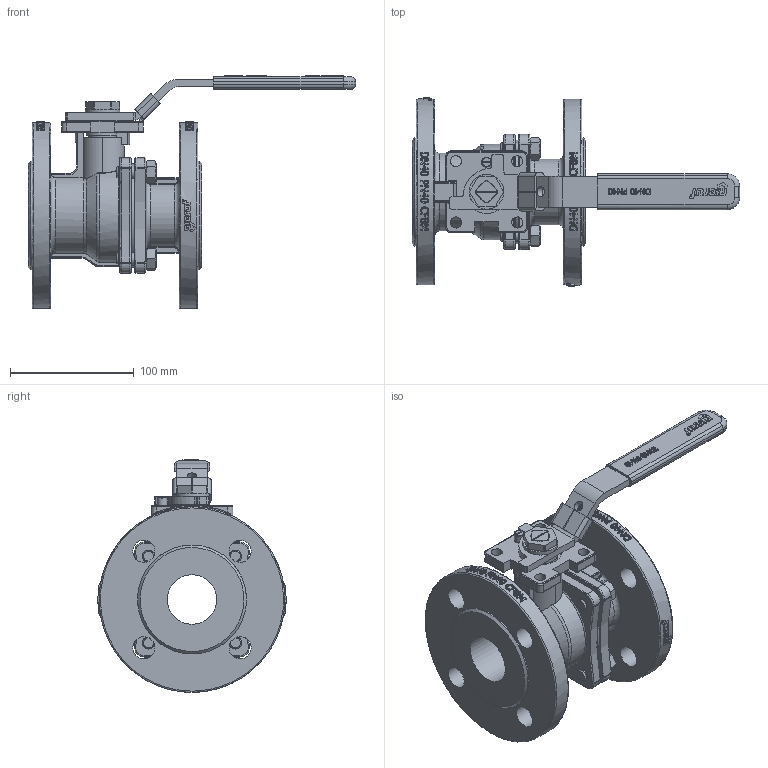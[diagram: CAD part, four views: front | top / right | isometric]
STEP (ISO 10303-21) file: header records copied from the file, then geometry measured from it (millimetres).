
FILE_DESCRIPTION(('HOOPS Exchange Step'),'2;1');
FILE_NAME('FK0600_DN40.stp','2025-08-04T13:20:21+02:00',('nieru'),('Unknown organisation'),'HOOPS Exchange 2024.2','HOOPS Exchange','Unknown authorisation');
FILE_SCHEMA( ('AP203_CONFIGURATION_CONTROLLED_3D_DESIGN_OF_MECHANICAL_PARTS_AND_ASSEMBLIES_MIM_LF') );
Length unit declared in the file: millimetre
Products named in the file (2): 0; root
Assembly tree (1 placements, depth 2):
  root
    0
Bounding box: 264.5 x 152 x 188 mm (x, y, z)
Volume: 928800.9 mm3; surface area: 177161.1 mm2
Topology: 1 solids, 1 shells, 1560 faces, 4295 edges, 2818 vertices
Faces by surface type: plane 578, bspline 529, cylinder 352, torus 73, cone 26, sphere 2
Full cylindrical faces by diameter (mm): 4.917 x1, 8 x2, 9 x4, 10 x8, 10.5 x4, 18 x9, 18.5 x3, 22 x1, 26 x1, 28 x3, 35 x1, 40 x1, 84 x1, 88 x2, 150 x2
Entity records: 113698 total; most frequent: CARTESIAN_POINT 79192, ORIENTED_EDGE 8588, DIRECTION 4751, EDGE_CURVE 4294, VERTEX_POINT 2819, B_SPLINE_CURVE_WITH_KNOTS 2016, VECTOR 1735, LINE 1735
